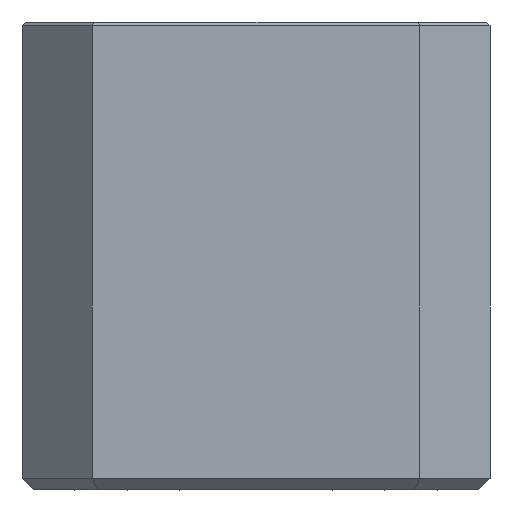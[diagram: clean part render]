
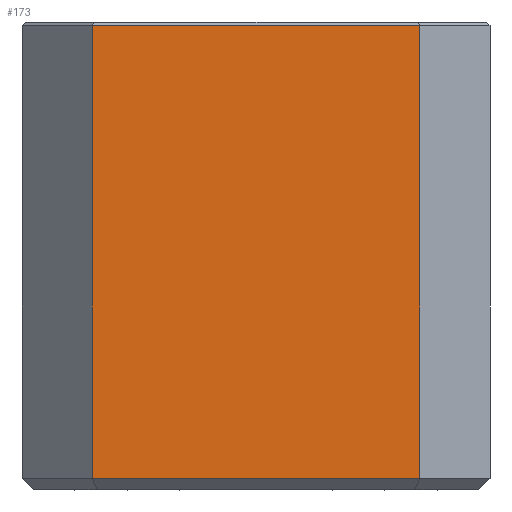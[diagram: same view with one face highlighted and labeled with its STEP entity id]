
A CAD part, left-side view. The second image highlights one B-rep face of the part: STEP entity #173.
In plain terms, the highlighted planar face has unit normal (-1, 0, 0).
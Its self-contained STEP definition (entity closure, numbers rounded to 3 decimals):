
#173 = ADVANCED_FACE ( 'NONE', ( #7748 ), #12272, .F. ) ;
#208 = CARTESIAN_POINT ( 'NONE',  ( -27.5, 20., 20. ) ) ;
#589 = DIRECTION ( 'NONE',  ( 0., 0., 1. ) ) ;
#2246 = LINE ( 'NONE', #23535, #19045 ) ;
#2466 = AXIS2_PLACEMENT_3D ( 'NONE', #208, #20458, #6272 ) ;
#3027 = ORIENTED_EDGE ( 'NONE', *, *, #23552, .T. ) ;
#3125 = ORIENTED_EDGE ( 'NONE', *, *, #9371, .T. ) ;
#3174 = LINE ( 'NONE', #13371, #5712 ) ;
#3568 = CARTESIAN_POINT ( 'NONE',  ( -27.5, 14., 20. ) ) ;
#3943 = CARTESIAN_POINT ( 'NONE',  ( -27.5, -14., -19. ) ) ;
#4115 = CARTESIAN_POINT ( 'NONE',  ( -27.5, 14., 19.7 ) ) ;
#5391 = VERTEX_POINT ( 'NONE', #20968 ) ;
#5712 = VECTOR ( 'NONE', #589, 1000. ) ;
#6080 = VECTOR ( 'NONE', #14279, 1000. ) ;
#6272 = DIRECTION ( 'NONE',  ( 0., 0., -1. ) ) ;
#6325 = VERTEX_POINT ( 'NONE', #20792 ) ;
#6387 = EDGE_LOOP ( 'NONE', ( #3125, #24745, #3027, #9375 ) ) ;
#7690 = EDGE_CURVE ( 'NONE', #21092, #5391, #13987, .T. ) ;
#7748 = FACE_OUTER_BOUND ( 'NONE', #6387, .T. ) ;
#7809 = DIRECTION ( 'NONE',  ( 0., 0., -1. ) ) ;
#9371 = EDGE_CURVE ( 'NONE', #15180, #21092, #3174, .T. ) ;
#9375 = ORIENTED_EDGE ( 'NONE', *, *, #22400, .T. ) ;
#11401 = DIRECTION ( 'NONE',  ( 0., -1., 0. ) ) ;
#12272 = PLANE ( 'NONE',  #2466 ) ;
#13371 = CARTESIAN_POINT ( 'NONE',  ( -27.5, -14., 20. ) ) ;
#13987 = LINE ( 'NONE', #4115, #6080 ) ;
#14279 = DIRECTION ( 'NONE',  ( 0., 1., 0. ) ) ;
#14734 = CARTESIAN_POINT ( 'NONE',  ( -27.5, -14., 19.7 ) ) ;
#15180 = VERTEX_POINT ( 'NONE', #3943 ) ;
#19045 = VECTOR ( 'NONE', #11401, 1000. ) ;
#19976 = LINE ( 'NONE', #3568, #23712 ) ;
#20458 = DIRECTION ( 'NONE',  ( 1., 0., 0. ) ) ;
#20792 = CARTESIAN_POINT ( 'NONE',  ( -27.5, 14., -19. ) ) ;
#20968 = CARTESIAN_POINT ( 'NONE',  ( -27.5, 14., 19.7 ) ) ;
#21092 = VERTEX_POINT ( 'NONE', #14734 ) ;
#22400 = EDGE_CURVE ( 'NONE', #6325, #15180, #2246, .T. ) ;
#23535 = CARTESIAN_POINT ( 'NONE',  ( -27.5, 20., -19. ) ) ;
#23552 = EDGE_CURVE ( 'NONE', #5391, #6325, #19976, .T. ) ;
#23712 = VECTOR ( 'NONE', #7809, 1000. ) ;
#24745 = ORIENTED_EDGE ( 'NONE', *, *, #7690, .T. ) ;
